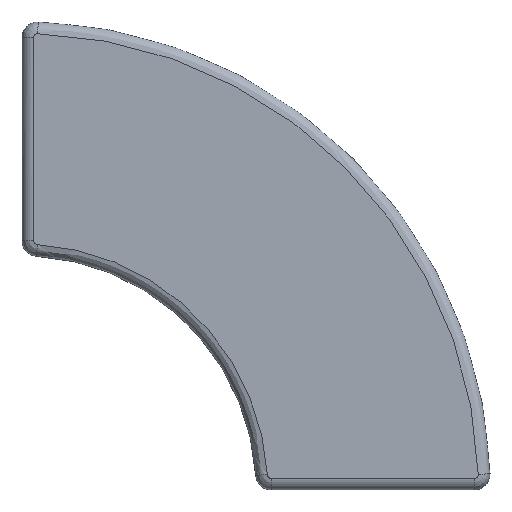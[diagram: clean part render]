
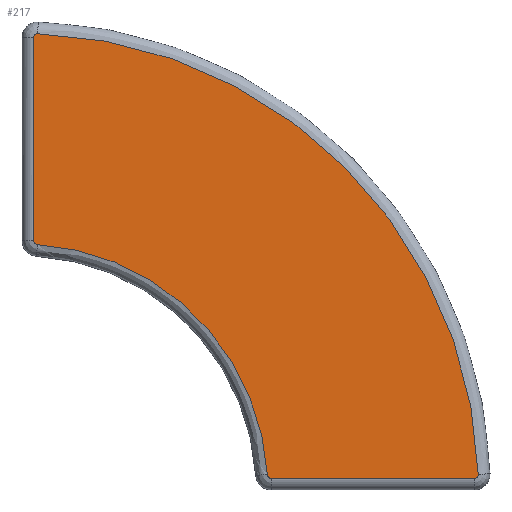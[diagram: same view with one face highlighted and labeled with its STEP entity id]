
A CAD part, top view. The second image highlights one B-rep face of the part: STEP entity #217.
In plain terms, the highlighted planar face has unit normal (0, 0, 1).
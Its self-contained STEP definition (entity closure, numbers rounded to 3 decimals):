
#140=CARTESIAN_POINT('',(-35.98,-35.976,3.0));
#141=DIRECTION('',(0.0,0.0,1.0));
#142=DIRECTION('',(1.0,0.0,0.0));
#143=AXIS2_PLACEMENT_3D('',#140,#141,#142);
#144=PLANE('',#143);
#145=CARTESIAN_POINT('',(1.954,-28.48,3.0));
#146=VERTEX_POINT('',#145);
#147=CARTESIAN_POINT('',(27.983,-28.48,3.0));
#148=VERTEX_POINT('',#147);
#149=CARTESIAN_POINT('',(1.954,-28.48,3.0));
#150=DIRECTION('',(1.0,0.0,0.0));
#151=VECTOR('',#150,26.029);
#152=LINE('',#149,#151);
#153=EDGE_CURVE('',#146,#148,#152,.T.);
#154=ORIENTED_EDGE('',*,*,#153,.T.);
#155=CARTESIAN_POINT('',(28.483,-27.963,3.0));
#156=VERTEX_POINT('',#155);
#157=CARTESIAN_POINT('',(27.983,-27.98,3.0));
#158=DIRECTION('',(0.0,0.0,1.0));
#159=DIRECTION('',(0.0,-1.0,0.0));
#160=AXIS2_PLACEMENT_3D('',#157,#158,#159);
#161=CIRCLE('',#160,0.5);
#162=EDGE_CURVE('',#148,#156,#161,.T.);
#163=ORIENTED_EDGE('',*,*,#162,.T.);
#164=CARTESIAN_POINT('',(-27.965,28.48,3.0));
#165=VERTEX_POINT('',#164);
#166=CARTESIAN_POINT('',(-29.982,-29.985,3.0));
#167=DIRECTION('',(0.0,0.0,1.0));
#168=DIRECTION('',(1.,0.,0.0));
#169=AXIS2_PLACEMENT_3D('',#166,#167,#168);
#170=CIRCLE('',#169,58.5);
#171=EDGE_CURVE('',#156,#165,#170,.T.);
#172=ORIENTED_EDGE('',*,*,#171,.T.);
#173=CARTESIAN_POINT('',(-28.483,27.98,3.0));
#174=VERTEX_POINT('',#173);
#175=CARTESIAN_POINT('',(-27.983,27.98,3.0));
#176=DIRECTION('',(0.0,0.0,1.0));
#177=DIRECTION('',(0.035,0.999,0.0));
#178=AXIS2_PLACEMENT_3D('',#175,#176,#177);
#179=CIRCLE('',#178,0.5);
#180=EDGE_CURVE('',#165,#174,#179,.T.);
#181=ORIENTED_EDGE('',*,*,#180,.T.);
#182=CARTESIAN_POINT('',(-28.483,1.957,3.0));
#183=VERTEX_POINT('',#182);
#184=CARTESIAN_POINT('',(-28.483,27.98,3.0));
#185=DIRECTION('',(0.0,-1.0,0.0));
#186=VECTOR('',#185,26.023);
#187=LINE('',#184,#186);
#188=EDGE_CURVE('',#174,#183,#187,.T.);
#189=ORIENTED_EDGE('',*,*,#188,.T.);
#190=CARTESIAN_POINT('',(-28.015,1.458,3.0));
#191=VERTEX_POINT('',#190);
#192=CARTESIAN_POINT('',(-27.983,1.957,3.0));
#193=DIRECTION('',(0.0,0.0,1.0));
#194=DIRECTION('',(-1.0,0.,0.0));
#195=AXIS2_PLACEMENT_3D('',#192,#193,#194);
#196=CIRCLE('',#195,0.5);
#197=EDGE_CURVE('',#183,#191,#196,.T.);
#198=ORIENTED_EDGE('',*,*,#197,.T.);
#199=CARTESIAN_POINT('',(1.455,-28.012,3.0));
#200=VERTEX_POINT('',#199);
#201=CARTESIAN_POINT('',(-29.983,-29.98,3.0));
#202=DIRECTION('',(0.0,0.0,-1.0));
#203=DIRECTION('',(0.998,0.063,0.0));
#204=AXIS2_PLACEMENT_3D('',#201,#202,#203);
#205=CIRCLE('',#204,31.5);
#206=EDGE_CURVE('',#191,#200,#205,.T.);
#207=ORIENTED_EDGE('',*,*,#206,.T.);
#208=CARTESIAN_POINT('',(1.954,-27.98,3.0));
#209=DIRECTION('',(0.0,0.0,1.0));
#210=DIRECTION('',(-0.998,-0.063,0.0));
#211=AXIS2_PLACEMENT_3D('',#208,#209,#210);
#212=CIRCLE('',#211,0.5);
#213=EDGE_CURVE('',#200,#146,#212,.T.);
#214=ORIENTED_EDGE('',*,*,#213,.T.);
#215=EDGE_LOOP('',(#154,#163,#172,#181,#189,#198,#207,#214));
#216=FACE_OUTER_BOUND('',#215,.T.);
#217=ADVANCED_FACE('',(#216),#144,.T.);
